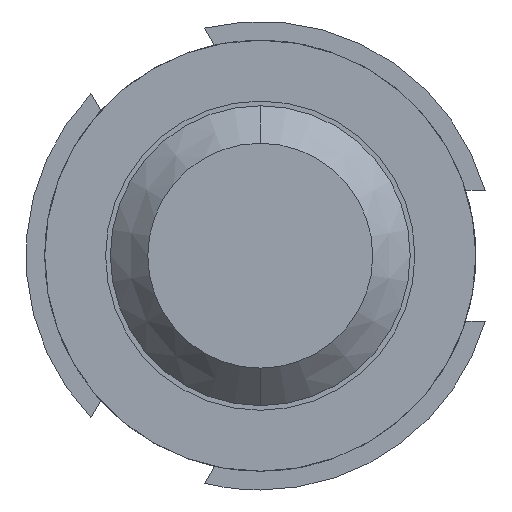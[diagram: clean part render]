
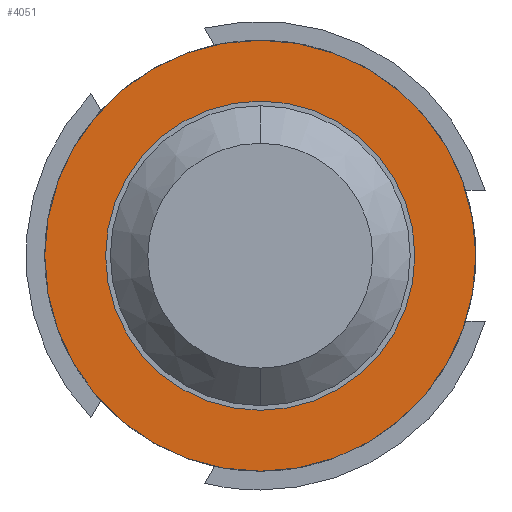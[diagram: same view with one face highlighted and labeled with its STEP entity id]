
A CAD part, front view. The second image highlights one B-rep face of the part: STEP entity #4051.
In plain terms, the highlighted planar face has unit normal (0, -1, 0).
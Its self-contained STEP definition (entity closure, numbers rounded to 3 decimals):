
#49 = ORIENTED_EDGE ( 'NONE', *, *, #4375, .T. ) ;
#227 = DIRECTION ( 'NONE',  ( 0., 1., 0. ) ) ;
#328 = DIRECTION ( 'NONE',  ( 0., 1., 0. ) ) ;
#404 = CARTESIAN_POINT ( 'NONE',  ( 0., -1.5, 0.825 ) ) ;
#494 = AXIS2_PLACEMENT_3D ( 'NONE', #2654, #3049, #4099 ) ;
#506 = ORIENTED_EDGE ( 'NONE', *, *, #664, .F. ) ;
#616 = CARTESIAN_POINT ( 'NONE',  ( 0., -1.5, -1.15 ) ) ;
#640 = AXIS2_PLACEMENT_3D ( 'NONE', #4223, #1392, #996 ) ;
#664 = EDGE_CURVE ( 'Defeature ausgef�hrt4_42+Defeature ausgef�hrt4_46+Defeature ausgef�hrt4_46+Defeature ausgef�hrt4_46', #3202, #1137, #4355, .T. ) ;
#996 = DIRECTION ( 'NONE',  ( 0., 0., 1. ) ) ;
#1011 = PLANE ( 'NONE',  #640 ) ;
#1054 = CARTESIAN_POINT ( 'NONE',  ( 0., -1.5, 0. ) ) ;
#1121 = VERTEX_POINT ( 'NONE', #404 ) ;
#1133 = ORIENTED_EDGE ( 'NONE', *, *, #3349, .T. ) ;
#1137 = VERTEX_POINT ( 'NONE', #3620 ) ;
#1392 = DIRECTION ( 'NONE',  ( 0., 1., 0. ) ) ;
#1574 = CARTESIAN_POINT ( 'NONE',  ( 0., -1.5, -0.825 ) ) ;
#1901 = CIRCLE ( 'NONE', #1981, 1.15 ) ;
#1942 = FACE_OUTER_BOUND ( 'NONE', #3755, .T. ) ;
#1961 = EDGE_CURVE ( 'Defeature ausgef�hrt4_42+Defeature ausgef�hrt4_46+Defeature ausgef�hrt4_46+Defeature ausgef�hrt4_46', #1137, #3202, #1901, .T. ) ;
#1981 = AXIS2_PLACEMENT_3D ( 'NONE', #4536, #227, #3128 ) ;
#2340 = AXIS2_PLACEMENT_3D ( 'NONE', #3605, #2882, #3622 ) ;
#2654 = CARTESIAN_POINT ( 'NONE',  ( 0., -1.5, 0. ) ) ;
#2772 = EDGE_LOOP ( 'NONE', ( #49, #1133 ) ) ;
#2882 = DIRECTION ( 'NONE',  ( 0., 1., 0. ) ) ;
#3011 = ORIENTED_EDGE ( 'NONE', *, *, #1961, .F. ) ;
#3049 = DIRECTION ( 'NONE',  ( 0., 1., 0. ) ) ;
#3128 = DIRECTION ( 'NONE',  ( 0., 0., 1. ) ) ;
#3202 = VERTEX_POINT ( 'NONE', #616 ) ;
#3217 = CIRCLE ( 'NONE', #494, 0.825 ) ;
#3349 = EDGE_CURVE ( 'Defeature ausgef�hrt4_46+Defeature ausgef�hrt4_45+Defeature ausgef�hrt4_45+Defeature ausgef�hrt4_45', #4418, #1121, #3846, .T. ) ;
#3605 = CARTESIAN_POINT ( 'NONE',  ( 0., -1.5, 0. ) ) ;
#3620 = CARTESIAN_POINT ( 'NONE',  ( 0., -1.5, 1.15 ) ) ;
#3622 = DIRECTION ( 'NONE',  ( 0., 0., 1. ) ) ;
#3755 = EDGE_LOOP ( 'NONE', ( #3011, #506 ) ) ;
#3846 = CIRCLE ( 'NONE', #2340, 0.825 ) ;
#3957 = FACE_BOUND ( 'NONE', #2772, .T. ) ;
#4051 = ADVANCED_FACE ( 'Defeature ausgef�hrt4_46', ( #1942, #3957 ), #1011, .F. ) ;
#4099 = DIRECTION ( 'NONE',  ( 0., 0., 1. ) ) ;
#4223 = CARTESIAN_POINT ( 'NONE',  ( 0.825, -1.5, 0. ) ) ;
#4355 = CIRCLE ( 'NONE', #4361, 1.15 ) ;
#4361 = AXIS2_PLACEMENT_3D ( 'NONE', #1054, #328, #4400 ) ;
#4375 = EDGE_CURVE ( 'Defeature ausgef�hrt4_46+Defeature ausgef�hrt4_45+Defeature ausgef�hrt4_45+Defeature ausgef�hrt4_45', #1121, #4418, #3217, .T. ) ;
#4400 = DIRECTION ( 'NONE',  ( 0., 0., 1. ) ) ;
#4418 = VERTEX_POINT ( 'NONE', #1574 ) ;
#4536 = CARTESIAN_POINT ( 'NONE',  ( 0., -1.5, 0. ) ) ;
